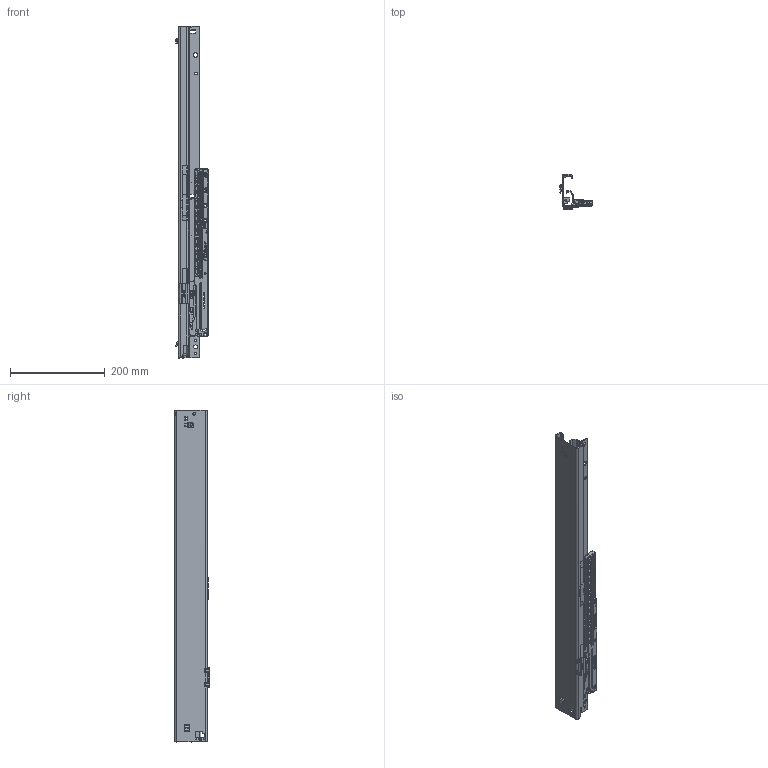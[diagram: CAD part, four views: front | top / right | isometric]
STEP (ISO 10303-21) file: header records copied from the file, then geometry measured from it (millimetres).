
FILE_DESCRIPTION (( 'STEP AP214' ), '1' );
FILE_NAME ('FR_7180_A_SMT.0700mm_28inch_U015_closed_left.STEP', '2022-11-22T12:46:40', ( '' ), ( '' ), 'SwSTEP 2.0', 'SolidWorks 2020', '' );
FILE_SCHEMA (( 'AUTOMOTIVE_DESIGN' ));
Length unit declared in the file: millimetre
Products named in the file (10): 7100A.XXX-01.A027_NL  700; 7100A.XXX-03.A125_NL  700; SE-093_Hub 100; MT-011; SM-047_ausgefahren 0,8mm; 7100A.XXX-01.U015_NL  700; MT-011.Softierung; FR_7180_A_SMT.0700mm_28inch_U015_closed_left; 7100A.XXX-03.U015_NL  700 eingefahren
Assembly tree (9 placements, depth 4):
  FR_7180_A_SMT.0700mm_28inch_U015_closed_left
    7100A.XXX-01.U015_NL  700
      7100A.XXX-01.A027_NL  700
      MT-011
        MT-011
        MT-011.Softierung
    7100A.XXX-03.U015_NL  700 eingefahren
      7100A.XXX-03.A125_NL  700
      SM-047_ausgefahren 0,8mm
        SE-093_Hub 100
Bounding box: 68.18 x 73.76 x 700 mm (x, y, z)
Volume: 312514.8 mm3; surface area: 291313.8 mm2
Topology: 5 solids, 10 shells, 3932 faces, 10119 edges, 5993 vertices
Faces by surface type: cylinder 1565, plane 1364, torus 447, bspline 305, sphere 184, cone 67
Entity records: 127645 total; most frequent: CARTESIAN_POINT 34322, ORIENTED_EDGE 19816, DIRECTION 19027, EDGE_CURVE 9908, AXIS2_PLACEMENT_3D 6792, VERTEX_POINT 5993, VECTOR 5443, LINE 5443
